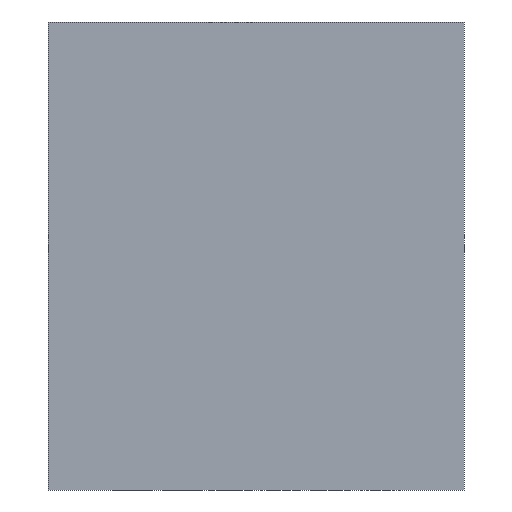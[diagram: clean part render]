
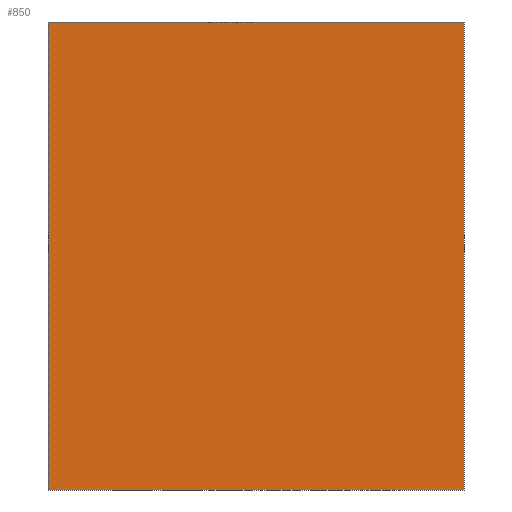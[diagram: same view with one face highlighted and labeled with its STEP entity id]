
A CAD part, front view. The second image highlights one B-rep face of the part: STEP entity #850.
In plain terms, the highlighted planar face has unit normal (0, -1, 0).
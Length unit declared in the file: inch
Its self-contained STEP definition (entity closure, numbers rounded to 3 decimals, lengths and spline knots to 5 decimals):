
#29=PLANE('',#935);
#68=FACE_OUTER_BOUND('',#96,.T.);
#96=EDGE_LOOP('',(#780,#781,#782,#783));
#196=LINE('',#1763,#250);
#204=LINE('',#1778,#258);
#205=LINE('',#1780,#259);
#206=LINE('',#1781,#260);
#250=VECTOR('',#1115,0.3937);
#258=VECTOR('',#1127,0.3937);
#259=VECTOR('',#1130,0.3937);
#260=VECTOR('',#1131,0.3937);
#395=VERTEX_POINT('',#1759);
#397=VERTEX_POINT('',#1762);
#401=VERTEX_POINT('',#1774);
#402=VERTEX_POINT('',#1776);
#529=EDGE_CURVE('',#395,#397,#196,.T.);
#537=EDGE_CURVE('',#401,#402,#204,.T.);
#538=EDGE_CURVE('',#401,#395,#205,.T.);
#539=EDGE_CURVE('',#397,#402,#206,.T.);
#780=ORIENTED_EDGE('',*,*,#538,.F.);
#781=ORIENTED_EDGE('',*,*,#537,.T.);
#782=ORIENTED_EDGE('',*,*,#539,.F.);
#783=ORIENTED_EDGE('',*,*,#529,.F.);
#850=ADVANCED_FACE('',(#68),#29,.T.);
#935=AXIS2_PLACEMENT_3D('',#1779,#1128,#1129);
#1115=DIRECTION('',(0.,0.,1.));
#1127=DIRECTION('',(0.,0.,1.));
#1128=DIRECTION('center_axis',(0.,-1.,0.));
#1129=DIRECTION('ref_axis',(1.,0.,0.));
#1130=DIRECTION('',(-1.,0.,0.));
#1131=DIRECTION('',(1.,0.,0.));
#1759=CARTESIAN_POINT('',(-2.,0.,0.));
#1762=CARTESIAN_POINT('',(-2.,0.,2.25));
#1763=CARTESIAN_POINT('',(-2.,0.,0.));
#1774=CARTESIAN_POINT('',(0.,0.,0.));
#1776=CARTESIAN_POINT('',(0.,0.,2.25));
#1778=CARTESIAN_POINT('',(0.,0.,0.));
#1779=CARTESIAN_POINT('Origin',(-2.,0.,0.));
#1780=CARTESIAN_POINT('',(0.,0.,0.));
#1781=CARTESIAN_POINT('',(0.,0.,2.25));
